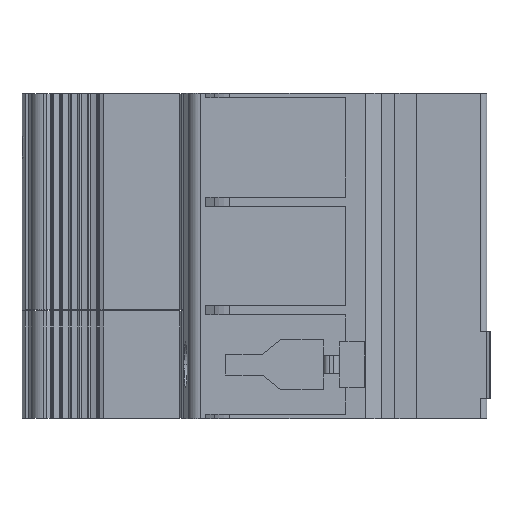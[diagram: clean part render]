
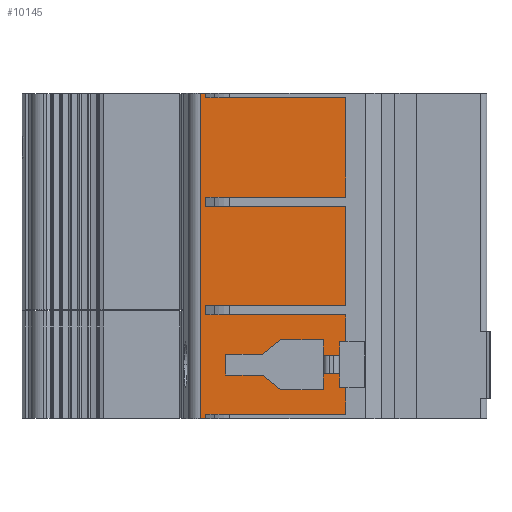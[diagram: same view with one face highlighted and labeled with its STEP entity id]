
A CAD part, front view. The second image highlights one B-rep face of the part: STEP entity #10145.
In plain terms, the highlighted planar face has unit normal (0, -1, 0).
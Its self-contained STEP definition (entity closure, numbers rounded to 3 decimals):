
#1=DIRECTION('',(1.,0.,0.));
#2=VECTOR('',#1,0.85);
#3=CARTESIAN_POINT('',(-40.15,-42.5,-8.9));
#4=LINE('',#3,#2);
#242=DIRECTION('',(0.,0.,-1.));
#243=VECTOR('',#242,0.75);
#244=CARTESIAN_POINT('',(-39.3,-42.5,44.5));
#245=LINE('',#244,#243);
#246=DIRECTION('',(1.,0.,0.));
#247=VECTOR('',#246,23.);
#248=CARTESIAN_POINT('',(-39.3,-42.5,43.75));
#249=LINE('',#248,#247);
#250=DIRECTION('',(-1.,0.,0.));
#251=VECTOR('',#250,23.);
#252=CARTESIAN_POINT('',(-16.3,-42.5,27.45));
#253=LINE('',#252,#251);
#254=DIRECTION('',(1.,0.,0.));
#255=VECTOR('',#254,23.);
#256=CARTESIAN_POINT('',(-39.3,-42.5,25.95));
#257=LINE('',#256,#255);
#258=DIRECTION('',(-1.,0.,0.));
#259=VECTOR('',#258,23.);
#260=CARTESIAN_POINT('',(-16.3,-42.5,9.65));
#261=LINE('',#260,#259);
#262=DIRECTION('',(1.,0.,0.));
#263=VECTOR('',#262,23.);
#264=CARTESIAN_POINT('',(-39.3,-42.5,8.15));
#265=LINE('',#264,#263);
#266=DIRECTION('',(-1.,0.,0.));
#267=VECTOR('',#266,1.);
#268=CARTESIAN_POINT('',(-16.3,-42.5,3.75));
#269=LINE('',#268,#267);
#270=DIRECTION('',(0.,0.,-1.));
#271=VECTOR('',#270,2.25);
#272=CARTESIAN_POINT('',(-17.3,-42.5,3.75));
#273=LINE('',#272,#271);
#274=DIRECTION('',(-1.,0.,0.));
#275=VECTOR('',#274,2.7);
#276=CARTESIAN_POINT('',(-17.3,-42.5,1.5));
#277=LINE('',#276,#275);
#278=DIRECTION('',(0.,0.,1.));
#279=VECTOR('',#278,2.6);
#280=CARTESIAN_POINT('',(-20.,-42.5,1.5));
#281=LINE('',#280,#279);
#282=DIRECTION('',(-1.,0.,0.));
#283=VECTOR('',#282,7.);
#284=CARTESIAN_POINT('',(-20.,-42.5,4.1));
#285=LINE('',#284,#283);
#286=DIRECTION('',(-0.781,0.,-0.625));
#287=VECTOR('',#286,3.842);
#288=CARTESIAN_POINT('',(-27.,-42.5,4.1));
#289=LINE('',#288,#287);
#290=DIRECTION('',(-1.,0.,0.));
#291=VECTOR('',#290,6.);
#292=CARTESIAN_POINT('',(-30.,-42.5,1.7));
#293=LINE('',#292,#291);
#294=DIRECTION('',(1.,0.,0.));
#295=VECTOR('',#294,6.);
#296=CARTESIAN_POINT('',(-36.,-42.5,-1.7));
#297=LINE('',#296,#295);
#298=DIRECTION('',(0.781,0.,-0.625));
#299=VECTOR('',#298,3.842);
#300=CARTESIAN_POINT('',(-30.,-42.5,-1.7));
#301=LINE('',#300,#299);
#302=DIRECTION('',(1.,0.,0.));
#303=VECTOR('',#302,7.);
#304=CARTESIAN_POINT('',(-27.,-42.5,-4.1));
#305=LINE('',#304,#303);
#306=DIRECTION('',(0.,0.,1.));
#307=VECTOR('',#306,2.6);
#308=CARTESIAN_POINT('',(-20.,-42.5,-4.1));
#309=LINE('',#308,#307);
#310=DIRECTION('',(1.,0.,0.));
#311=VECTOR('',#310,2.7);
#312=CARTESIAN_POINT('',(-20.,-42.5,-1.5));
#313=LINE('',#312,#311);
#314=DIRECTION('',(0.,0.,-1.));
#315=VECTOR('',#314,2.25);
#316=CARTESIAN_POINT('',(-17.3,-42.5,-1.5));
#317=LINE('',#316,#315);
#318=DIRECTION('',(-1.,0.,0.));
#319=VECTOR('',#318,1.);
#320=CARTESIAN_POINT('',(-16.3,-42.5,-3.75));
#321=LINE('',#320,#319);
#322=DIRECTION('',(-1.,0.,0.));
#323=VECTOR('',#322,23.);
#324=CARTESIAN_POINT('',(-16.3,-42.5,-8.15));
#325=LINE('',#324,#323);
#326=DIRECTION('',(0.,0.,1.));
#327=VECTOR('',#326,0.75);
#328=CARTESIAN_POINT('',(-39.3,-42.5,-8.9));
#329=LINE('',#328,#327);
#334=DIRECTION('',(0.,0.,-1.));
#335=VECTOR('',#334,53.4);
#336=CARTESIAN_POINT('',(-40.15,-42.5,44.5));
#337=LINE('',#336,#335);
#619=DIRECTION('',(0.,0.,1.));
#620=VECTOR('',#619,3.4);
#621=CARTESIAN_POINT('',(-36.,-42.5,-1.7));
#622=LINE('',#621,#620);
#812=DIRECTION('',(0.,0.,1.));
#813=VECTOR('',#812,4.4);
#814=CARTESIAN_POINT('',(-16.3,-42.5,3.75));
#815=LINE('',#814,#813);
#820=DIRECTION('',(0.,0.,1.));
#821=VECTOR('',#820,4.4);
#822=CARTESIAN_POINT('',(-16.3,-42.5,-8.15));
#823=LINE('',#822,#821);
#1433=DIRECTION('',(1.,0.,0.));
#1434=VECTOR('',#1433,0.85);
#1435=CARTESIAN_POINT('',(-40.15,-42.5,44.5));
#1436=LINE('',#1435,#1434);
#1717=DIRECTION('',(0.,0.,1.));
#1718=VECTOR('',#1717,1.5);
#1719=CARTESIAN_POINT('',(-39.3,-42.5,25.95));
#1720=LINE('',#1719,#1718);
#7313=DIRECTION('',(0.,0.,1.));
#7314=VECTOR('',#7313,16.3);
#7315=CARTESIAN_POINT('',(-16.3,-42.5,27.45));
#7316=LINE('',#7315,#7314);
#7437=DIRECTION('',(0.,0.,1.));
#7438=VECTOR('',#7437,16.3);
#7439=CARTESIAN_POINT('',(-16.3,-42.5,9.65));
#7440=LINE('',#7439,#7438);
#7453=DIRECTION('',(0.,0.,1.));
#7454=VECTOR('',#7453,1.5);
#7455=CARTESIAN_POINT('',(-39.3,-42.5,8.15));
#7456=LINE('',#7455,#7454);
#7673=CARTESIAN_POINT('',(-40.15,-42.5,-8.9));
#7674=VERTEX_POINT('',#7673);
#7879=CARTESIAN_POINT('',(-16.3,-42.5,-3.75));
#7880=CARTESIAN_POINT('',(-17.3,-42.5,-3.75));
#7881=VERTEX_POINT('',#7879);
#7882=VERTEX_POINT('',#7880);
#7883=CARTESIAN_POINT('',(-16.3,-42.5,3.75));
#7884=CARTESIAN_POINT('',(-17.3,-42.5,3.75));
#7885=VERTEX_POINT('',#7883);
#7886=VERTEX_POINT('',#7884);
#7887=CARTESIAN_POINT('',(-17.3,-42.5,1.5));
#7888=VERTEX_POINT('',#7887);
#7889=CARTESIAN_POINT('',(-20.,-42.5,1.5));
#7890=VERTEX_POINT('',#7889);
#7891=CARTESIAN_POINT('',(-20.,-42.5,4.1));
#7892=VERTEX_POINT('',#7891);
#7893=CARTESIAN_POINT('',(-20.,-42.5,-4.1));
#7894=CARTESIAN_POINT('',(-20.,-42.5,-1.5));
#7895=VERTEX_POINT('',#7893);
#7896=VERTEX_POINT('',#7894);
#7897=CARTESIAN_POINT('',(-17.3,-42.5,-1.5));
#7898=VERTEX_POINT('',#7897);
#7915=CARTESIAN_POINT('',(-27.,-42.5,4.1));
#7916=VERTEX_POINT('',#7915);
#7917=CARTESIAN_POINT('',(-27.,-42.5,-4.1));
#7918=VERTEX_POINT('',#7917);
#7927=CARTESIAN_POINT('',(-30.,-42.5,1.7));
#7928=VERTEX_POINT('',#7927);
#7929=CARTESIAN_POINT('',(-36.,-42.5,1.7));
#7930=VERTEX_POINT('',#7929);
#7931=CARTESIAN_POINT('',(-36.,-42.5,-1.7));
#7932=CARTESIAN_POINT('',(-30.,-42.5,-1.7));
#7933=VERTEX_POINT('',#7931);
#7934=VERTEX_POINT('',#7932);
#8907=CARTESIAN_POINT('',(-40.15,-42.5,44.5));
#8908=VERTEX_POINT('',#8907);
#9765=CARTESIAN_POINT('',(-39.3,-42.5,8.15));
#9766=CARTESIAN_POINT('',(-16.3,-42.5,8.15));
#9767=VERTEX_POINT('',#9765);
#9768=VERTEX_POINT('',#9766);
#9801=CARTESIAN_POINT('',(-16.3,-42.5,-8.15));
#9802=CARTESIAN_POINT('',(-39.3,-42.5,-8.15));
#9803=VERTEX_POINT('',#9801);
#9804=VERTEX_POINT('',#9802);
#9805=CARTESIAN_POINT('',(-39.3,-42.5,-8.9));
#9806=VERTEX_POINT('',#9805);
#9829=CARTESIAN_POINT('',(-39.3,-42.5,25.95));
#9830=CARTESIAN_POINT('',(-16.3,-42.5,25.95));
#9831=VERTEX_POINT('',#9829);
#9832=VERTEX_POINT('',#9830);
#9855=CARTESIAN_POINT('',(-16.3,-42.5,9.65));
#9856=CARTESIAN_POINT('',(-39.3,-42.5,9.65));
#9857=VERTEX_POINT('',#9855);
#9858=VERTEX_POINT('',#9856);
#9891=CARTESIAN_POINT('',(-39.3,-42.5,43.75));
#9892=CARTESIAN_POINT('',(-16.3,-42.5,43.75));
#9893=VERTEX_POINT('',#9891);
#9894=VERTEX_POINT('',#9892);
#9897=CARTESIAN_POINT('',(-39.3,-42.5,44.5));
#9898=VERTEX_POINT('',#9897);
#9919=CARTESIAN_POINT('',(-16.3,-42.5,27.45));
#9920=CARTESIAN_POINT('',(-39.3,-42.5,27.45));
#9921=VERTEX_POINT('',#9919);
#9922=VERTEX_POINT('',#9920);
#10075=CARTESIAN_POINT('',(-40.15,-42.5,-8.9));
#10076=DIRECTION('',(0.,-1.,0.));
#10077=DIRECTION('',(1.,0.,0.));
#10078=AXIS2_PLACEMENT_3D('',#10075,#10076,#10077);
#10079=PLANE('',#10078);
#10081=ORIENTED_EDGE('',*,*,#10080,.F.);
#10083=ORIENTED_EDGE('',*,*,#10082,.T.);
#10085=ORIENTED_EDGE('',*,*,#10084,.T.);
#10087=ORIENTED_EDGE('',*,*,#10086,.T.);
#10089=ORIENTED_EDGE('',*,*,#10088,.F.);
#10091=ORIENTED_EDGE('',*,*,#10090,.T.);
#10093=ORIENTED_EDGE('',*,*,#10092,.F.);
#10095=ORIENTED_EDGE('',*,*,#10094,.T.);
#10097=ORIENTED_EDGE('',*,*,#10096,.F.);
#10099=ORIENTED_EDGE('',*,*,#10098,.T.);
#10101=ORIENTED_EDGE('',*,*,#10100,.F.);
#10103=ORIENTED_EDGE('',*,*,#10102,.T.);
#10105=ORIENTED_EDGE('',*,*,#10104,.F.);
#10107=ORIENTED_EDGE('',*,*,#10106,.T.);
#10109=ORIENTED_EDGE('',*,*,#10108,.T.);
#10111=ORIENTED_EDGE('',*,*,#10110,.T.);
#10113=ORIENTED_EDGE('',*,*,#10112,.T.);
#10115=ORIENTED_EDGE('',*,*,#10114,.T.);
#10117=ORIENTED_EDGE('',*,*,#10116,.T.);
#10119=ORIENTED_EDGE('',*,*,#10118,.T.);
#10121=ORIENTED_EDGE('',*,*,#10120,.F.);
#10123=ORIENTED_EDGE('',*,*,#10122,.T.);
#10125=ORIENTED_EDGE('',*,*,#10124,.T.);
#10127=ORIENTED_EDGE('',*,*,#10126,.T.);
#10129=ORIENTED_EDGE('',*,*,#10128,.T.);
#10131=ORIENTED_EDGE('',*,*,#10130,.T.);
#10133=ORIENTED_EDGE('',*,*,#10132,.T.);
#10135=ORIENTED_EDGE('',*,*,#10134,.F.);
#10137=ORIENTED_EDGE('',*,*,#10136,.F.);
#10139=ORIENTED_EDGE('',*,*,#10138,.T.);
#10141=ORIENTED_EDGE('',*,*,#10140,.F.);
#10142=ORIENTED_EDGE('',*,*,#9952,.F.);
#10143=EDGE_LOOP('',(#10081,#10083,#10085,#10087,#10089,#10091,#10093,#10095,
#10097,#10099,#10101,#10103,#10105,#10107,#10109,#10111,#10113,#10115,#10117,
#10119,#10121,#10123,#10125,#10127,#10129,#10131,#10133,#10135,#10137,#10139,
#10141,#10142));
#10144=FACE_OUTER_BOUND('',#10143,.F.);
#10145=ADVANCED_FACE('',(#10144),#10079,.T.);
#9952=EDGE_CURVE('',#7674,#9806,#4,.T.);
#10080=EDGE_CURVE('',#8908,#7674,#337,.T.);
#10082=EDGE_CURVE('',#8908,#9898,#1436,.T.);
#10084=EDGE_CURVE('',#9898,#9893,#245,.T.);
#10086=EDGE_CURVE('',#9893,#9894,#249,.T.);
#10088=EDGE_CURVE('',#9921,#9894,#7316,.T.);
#10090=EDGE_CURVE('',#9921,#9922,#253,.T.);
#10092=EDGE_CURVE('',#9831,#9922,#1720,.T.);
#10094=EDGE_CURVE('',#9831,#9832,#257,.T.);
#10096=EDGE_CURVE('',#9857,#9832,#7440,.T.);
#10098=EDGE_CURVE('',#9857,#9858,#261,.T.);
#10100=EDGE_CURVE('',#9767,#9858,#7456,.T.);
#10102=EDGE_CURVE('',#9767,#9768,#265,.T.);
#10104=EDGE_CURVE('',#7885,#9768,#815,.T.);
#10106=EDGE_CURVE('',#7885,#7886,#269,.T.);
#10108=EDGE_CURVE('',#7886,#7888,#273,.T.);
#10110=EDGE_CURVE('',#7888,#7890,#277,.T.);
#10112=EDGE_CURVE('',#7890,#7892,#281,.T.);
#10114=EDGE_CURVE('',#7892,#7916,#285,.T.);
#10116=EDGE_CURVE('',#7916,#7928,#289,.T.);
#10118=EDGE_CURVE('',#7928,#7930,#293,.T.);
#10120=EDGE_CURVE('',#7933,#7930,#622,.T.);
#10122=EDGE_CURVE('',#7933,#7934,#297,.T.);
#10124=EDGE_CURVE('',#7934,#7918,#301,.T.);
#10126=EDGE_CURVE('',#7918,#7895,#305,.T.);
#10128=EDGE_CURVE('',#7895,#7896,#309,.T.);
#10130=EDGE_CURVE('',#7896,#7898,#313,.T.);
#10132=EDGE_CURVE('',#7898,#7882,#317,.T.);
#10134=EDGE_CURVE('',#7881,#7882,#321,.T.);
#10136=EDGE_CURVE('',#9803,#7881,#823,.T.);
#10138=EDGE_CURVE('',#9803,#9804,#325,.T.);
#10140=EDGE_CURVE('',#9806,#9804,#329,.T.);
